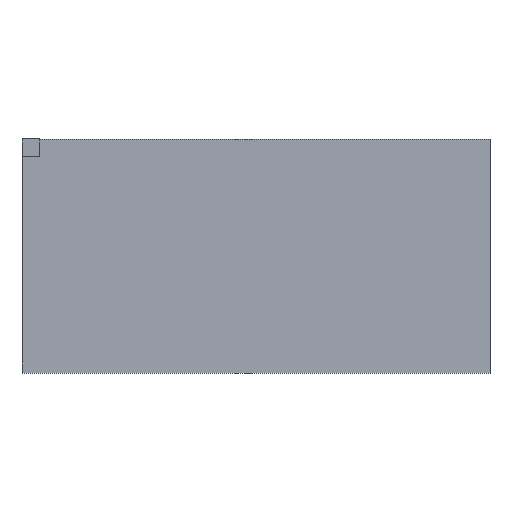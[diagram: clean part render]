
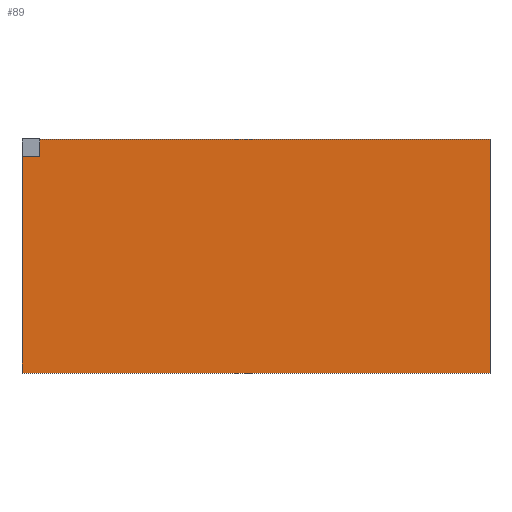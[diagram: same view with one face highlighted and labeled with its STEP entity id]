
A CAD part, top view. The second image highlights one B-rep face of the part: STEP entity #89.
In plain terms, the highlighted planar face has unit normal (0, 0, 1).
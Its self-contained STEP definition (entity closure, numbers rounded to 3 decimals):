
#48=FACE_OUTER_BOUND('',#178,.T.);
#89=ADVANCED_FACE('',(#48),#131,.T.);
#131=PLANE('',#834);
#178=EDGE_LOOP('',(#256,#257,#258,#259));
#256=ORIENTED_EDGE('',*,*,#535,.T.);
#257=ORIENTED_EDGE('',*,*,#529,.T.);
#258=ORIENTED_EDGE('',*,*,#532,.T.);
#259=ORIENTED_EDGE('',*,*,#534,.T.);
#456=VERTEX_POINT('',#1116);
#457=VERTEX_POINT('',#1118);
#458=VERTEX_POINT('',#1122);
#459=VERTEX_POINT('',#1126);
#529=EDGE_CURVE('',#457,#456,#637,.T.);
#532=EDGE_CURVE('',#456,#458,#640,.T.);
#534=EDGE_CURVE('',#458,#459,#642,.T.);
#535=EDGE_CURVE('',#459,#457,#643,.T.);
#637=LINE('',#1117,#745);
#640=LINE('',#1123,#748);
#642=LINE('',#1127,#750);
#643=LINE('',#1129,#751);
#745=VECTOR('',#900,1.);
#748=VECTOR('',#905,1.);
#750=VECTOR('',#909,1.);
#751=VECTOR('',#912,1.);
#834=AXIS2_PLACEMENT_3D('',#1131,#915,#916);
#900=DIRECTION('',(1.,0.,0.));
#905=DIRECTION('',(0.,1.,0.));
#909=DIRECTION('',(-1.,0.,0.));
#912=DIRECTION('',(0.,-1.,0.));
#915=DIRECTION('',(0.,0.,1.));
#916=DIRECTION('',(1.,0.,0.));
#1116=CARTESIAN_POINT('',(1000.,-500.,1000.));
#1117=CARTESIAN_POINT('',(-1000.,-500.,1000.));
#1118=CARTESIAN_POINT('',(-1000.,-500.,1000.));
#1122=CARTESIAN_POINT('',(1000.,500.,1000.));
#1123=CARTESIAN_POINT('',(1000.,-500.,1000.));
#1126=CARTESIAN_POINT('',(-1000.,500.,1000.));
#1127=CARTESIAN_POINT('',(1000.,500.,1000.));
#1129=CARTESIAN_POINT('',(-1000.,425.,1000.));
#1131=CARTESIAN_POINT('',(0.,0.,1000.));
